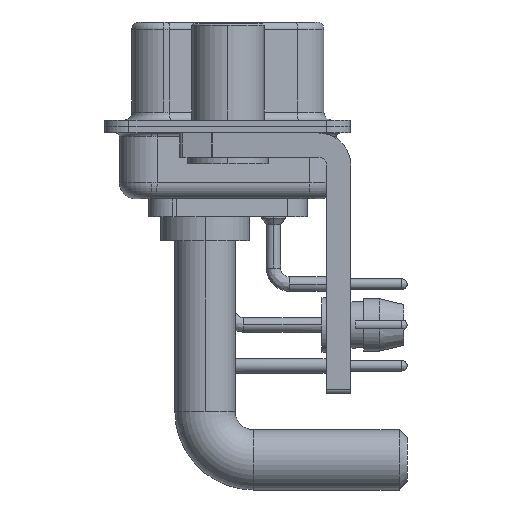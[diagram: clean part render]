
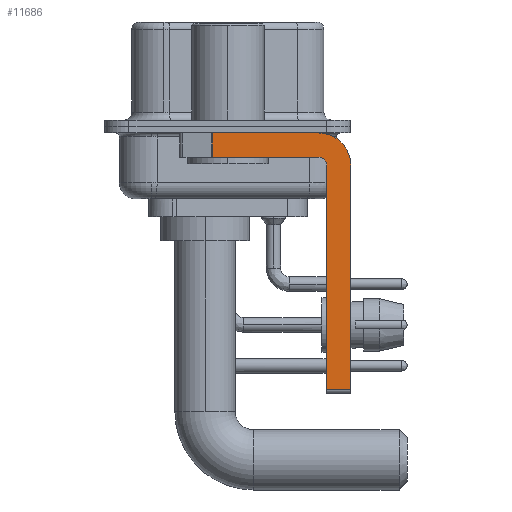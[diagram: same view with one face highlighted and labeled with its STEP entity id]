
A CAD part, left-side view. The second image highlights one B-rep face of the part: STEP entity #11686.
In plain terms, the highlighted planar face has unit normal (-1, 0, 0).
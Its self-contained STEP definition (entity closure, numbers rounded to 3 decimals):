
#400 = ORIENTED_EDGE ( 'NONE', *, *, #12406, .F. ) ;
#687 = FACE_OUTER_BOUND ( 'NONE', #37628, .T. ) ;
#930 = DIRECTION ( 'NONE',  ( 0., -1., 0. ) ) ;
#1214 = VERTEX_POINT ( 'NONE', #37664 ) ;
#1267 = EDGE_CURVE ( 'NONE', #4008, #28431, #32294, .T. ) ;
#1580 = CARTESIAN_POINT ( 'NONE',  ( -2.9, -5.65, -0.4 ) ) ;
#3293 = CARTESIAN_POINT ( 'NONE',  ( -2.9, -5.65, -2.4 ) ) ;
#3366 = DIRECTION ( 'NONE',  ( 0., 0., -1. ) ) ;
#3618 = CARTESIAN_POINT ( 'NONE',  ( -2.9, -5.65, -16.35 ) ) ;
#3803 = VERTEX_POINT ( 'NONE', #22512 ) ;
#3939 = PLANE ( 'NONE',  #19827 ) ;
#3989 = CARTESIAN_POINT ( 'NONE',  ( -2.9, 0.978, -0.4 ) ) ;
#4008 = VERTEX_POINT ( 'NONE', #3989 ) ;
#4535 = CARTESIAN_POINT ( 'NONE',  ( -2.9, -7.65, -16.35 ) ) ;
#5392 = EDGE_CURVE ( 'NONE', #3803, #18469, #13337, .T. ) ;
#6492 = ORIENTED_EDGE ( 'NONE', *, *, #26814, .T. ) ;
#6907 = EDGE_CURVE ( 'NONE', #4008, #14977, #16559, .T. ) ;
#8726 = LINE ( 'NONE', #17703, #21497 ) ;
#10837 = CARTESIAN_POINT ( 'NONE',  ( -2.9, 0.978, -1.9 ) ) ;
#11471 = CARTESIAN_POINT ( 'NONE',  ( -2.9, 3., -0.4 ) ) ;
#11686 = ADVANCED_FACE ( 'NONE', ( #687 ), #3939, .F. ) ;
#12116 = DIRECTION ( 'NONE',  ( 1., 0., 0. ) ) ;
#12406 = EDGE_CURVE ( 'NONE', #17992, #1214, #8726, .T. ) ;
#13337 = LINE ( 'NONE', #22293, #20178 ) ;
#13347 = VECTOR ( 'NONE', #17108, 1000. ) ;
#14897 = DIRECTION ( 'NONE',  ( 0., 0., -1. ) ) ;
#14958 = VECTOR ( 'NONE', #930, 1000. ) ;
#14977 = VERTEX_POINT ( 'NONE', #26966 ) ;
#16517 = DIRECTION ( 'NONE',  ( 0., 0., 1. ) ) ;
#16559 = LINE ( 'NONE', #10837, #25663 ) ;
#16891 = VECTOR ( 'NONE', #33058, 1000. ) ;
#17108 = DIRECTION ( 'NONE',  ( 0., 1., 0. ) ) ;
#17185 = DIRECTION ( 'NONE',  ( 1., 0., 0. ) ) ;
#17703 = CARTESIAN_POINT ( 'NONE',  ( -2.9, -6.15, -16.6 ) ) ;
#17992 = VERTEX_POINT ( 'NONE', #24280 ) ;
#18469 = VERTEX_POINT ( 'NONE', #4535 ) ;
#18860 = AXIS2_PLACEMENT_3D ( 'NONE', #3293, #17185, #14897 ) ;
#18948 = CARTESIAN_POINT ( 'NONE',  ( -2.9, -5.65, -1.9 ) ) ;
#19827 = AXIS2_PLACEMENT_3D ( 'NONE', #27031, #12116, #3366 ) ;
#20178 = VECTOR ( 'NONE', #28043, 1000. ) ;
#21316 = CIRCLE ( 'NONE', #18860, 2. ) ;
#21497 = VECTOR ( 'NONE', #29550, 1000. ) ;
#21521 = ORIENTED_EDGE ( 'NONE', *, *, #37286, .F. ) ;
#22293 = CARTESIAN_POINT ( 'NONE',  ( -2.9, -7.65, -2.4 ) ) ;
#22482 = DIRECTION ( 'NONE',  ( 0., 0., -1. ) ) ;
#22512 = CARTESIAN_POINT ( 'NONE',  ( -2.9, -7.65, -2.4 ) ) ;
#23029 = LINE ( 'NONE', #30928, #13347 ) ;
#23440 = LINE ( 'NONE', #3618, #14958 ) ;
#24280 = CARTESIAN_POINT ( 'NONE',  ( -2.9, -6.15, -16.35 ) ) ;
#25394 = ORIENTED_EDGE ( 'NONE', *, *, #27058, .F. ) ;
#25575 = ORIENTED_EDGE ( 'NONE', *, *, #5392, .F. ) ;
#25663 = VECTOR ( 'NONE', #22482, 1000. ) ;
#26814 = EDGE_CURVE ( 'NONE', #17992, #18469, #23440, .T. ) ;
#26966 = CARTESIAN_POINT ( 'NONE',  ( -2.9, 0.978, -1.9 ) ) ;
#27031 = CARTESIAN_POINT ( 'NONE',  ( -2.9, -5.65, -2.4 ) ) ;
#27058 = EDGE_CURVE ( 'NONE', #1214, #29836, #27195, .T. ) ;
#27195 = CIRCLE ( 'NONE', #32698, 0.5 ) ;
#28043 = DIRECTION ( 'NONE',  ( 0., 0., -1. ) ) ;
#28431 = VERTEX_POINT ( 'NONE', #1580 ) ;
#28437 = ORIENTED_EDGE ( 'NONE', *, *, #31995, .F. ) ;
#29550 = DIRECTION ( 'NONE',  ( 0., 0., 1. ) ) ;
#29836 = VERTEX_POINT ( 'NONE', #18948 ) ;
#30858 = CARTESIAN_POINT ( 'NONE',  ( -2.9, -5.65, -2.4 ) ) ;
#30928 = CARTESIAN_POINT ( 'NONE',  ( -2.9, -5.65, -1.9 ) ) ;
#31995 = EDGE_CURVE ( 'NONE', #28431, #3803, #21316, .T. ) ;
#32294 = LINE ( 'NONE', #11471, #16891 ) ;
#32698 = AXIS2_PLACEMENT_3D ( 'NONE', #30858, #35879, #16517 ) ;
#33058 = DIRECTION ( 'NONE',  ( 0., -1., 0. ) ) ;
#35508 = ORIENTED_EDGE ( 'NONE', *, *, #1267, .F. ) ;
#35879 = DIRECTION ( 'NONE',  ( -1., 0., 0. ) ) ;
#37286 = EDGE_CURVE ( 'NONE', #29836, #14977, #23029, .T. ) ;
#37444 = ORIENTED_EDGE ( 'NONE', *, *, #6907, .T. ) ;
#37628 = EDGE_LOOP ( 'NONE', ( #35508, #37444, #21521, #25394, #400, #6492, #25575, #28437 ) ) ;
#37664 = CARTESIAN_POINT ( 'NONE',  ( -2.9, -6.15, -2.4 ) ) ;
